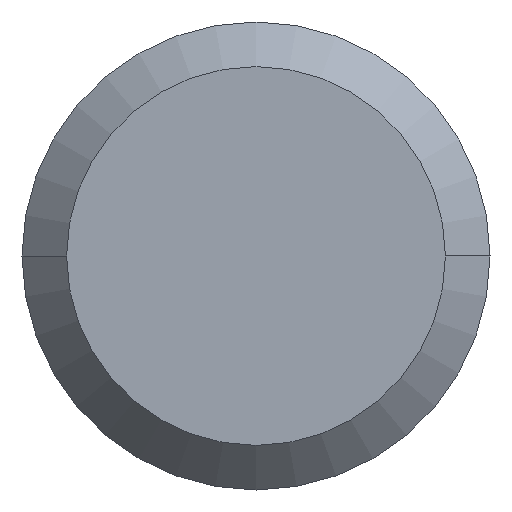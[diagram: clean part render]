
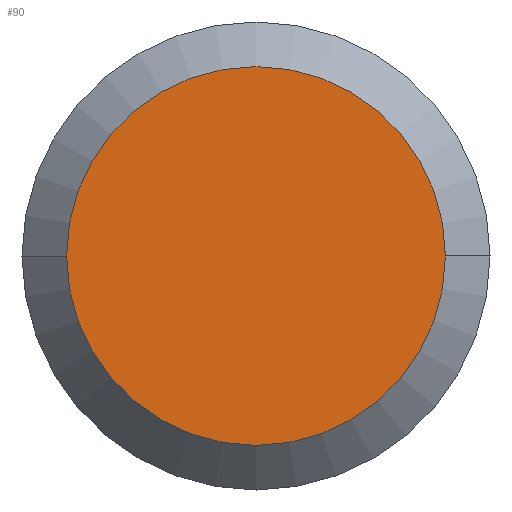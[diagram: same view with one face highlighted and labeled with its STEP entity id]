
A CAD part, left-side view. The second image highlights one B-rep face of the part: STEP entity #90.
In plain terms, the highlighted planar face has unit normal (-1, 0, 0).
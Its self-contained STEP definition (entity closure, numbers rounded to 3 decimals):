
#5 = CARTESIAN_POINT ( 'NONE',  ( 0., 3.238, 0. ) ) ;
#7 = CARTESIAN_POINT ( 'NONE',  ( 0., -3.238, 0. ) ) ;
#25 = CIRCLE ( 'NONE', #131, 3.238 ) ;
#45 = DIRECTION ( 'NONE',  ( 1., 0., 0. ) ) ;
#66 = ORIENTED_EDGE ( 'NONE', *, *, #135, .F. ) ;
#82 = PLANE ( 'NONE',  #414 ) ;
#86 = CARTESIAN_POINT ( 'NONE',  ( 0., 0., 0. ) ) ;
#90 = ADVANCED_FACE ( 'NONE', ( #319 ), #82, .T. ) ;
#92 = DIRECTION ( 'NONE',  ( 0., 1., 0. ) ) ;
#107 = ORIENTED_EDGE ( 'NONE', *, *, #195, .F. ) ;
#131 = AXIS2_PLACEMENT_3D ( 'NONE', #156, #285, #92 ) ;
#135 = EDGE_CURVE ( 'NONE', #368, #311, #25, .T. ) ;
#139 = CARTESIAN_POINT ( 'NONE',  ( 0., 0., 0. ) ) ;
#156 = CARTESIAN_POINT ( 'NONE',  ( 0., 0., 0. ) ) ;
#169 = DIRECTION ( 'NONE',  ( 0., 1., 0. ) ) ;
#195 = EDGE_CURVE ( 'NONE', #311, #368, #308, .T. ) ;
#201 = AXIS2_PLACEMENT_3D ( 'NONE', #139, #45, #169 ) ;
#259 = EDGE_LOOP ( 'NONE', ( #107, #66 ) ) ;
#285 = DIRECTION ( 'NONE',  ( 1., 0., 0. ) ) ;
#301 = DIRECTION ( 'NONE',  ( 0., -1., 0. ) ) ;
#305 = DIRECTION ( 'NONE',  ( -1., 0., 0. ) ) ;
#308 = CIRCLE ( 'NONE', #201, 3.238 ) ;
#311 = VERTEX_POINT ( 'NONE', #5 ) ;
#319 = FACE_OUTER_BOUND ( 'NONE', #259, .T. ) ;
#368 = VERTEX_POINT ( 'NONE', #7 ) ;
#414 = AXIS2_PLACEMENT_3D ( 'NONE', #86, #305, #301 ) ;
